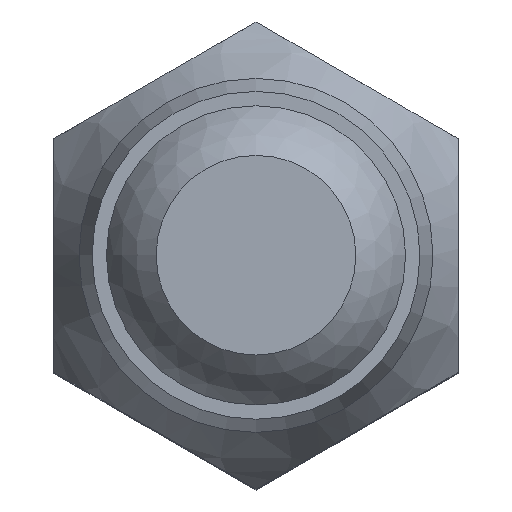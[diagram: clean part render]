
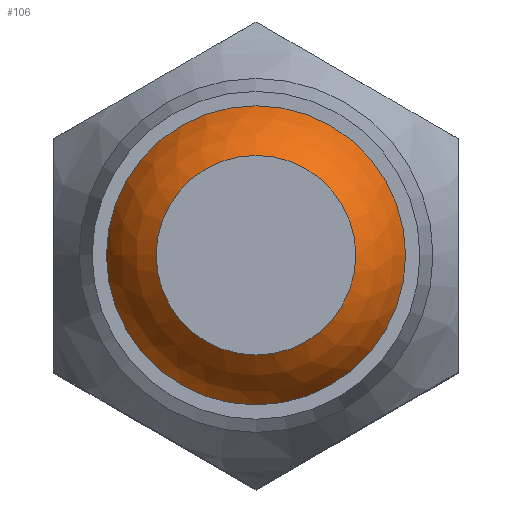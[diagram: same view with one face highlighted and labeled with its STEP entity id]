
A CAD part, top view. The second image highlights one B-rep face of the part: STEP entity #106.
In plain terms, the highlighted spherical face has radius 9.525 mm.
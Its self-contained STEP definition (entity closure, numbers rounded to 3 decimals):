
#106 = ADVANCED_FACE( '', ( #181, #182 ), #183, .T. );
#181 = FACE_OUTER_BOUND( '', #257, .T. );
#182 = FACE_OUTER_BOUND( '', #258, .T. );
#183 = SPHERICAL_SURFACE( '', #259, 9.525 );
#257 = EDGE_LOOP( '', ( #469 ) );
#258 = EDGE_LOOP( '', ( #470 ) );
#259 = AXIS2_PLACEMENT_3D( '', #471, #472, #473 );
#469 = ORIENTED_EDGE( '', *, *, #532, .T. );
#470 = ORIENTED_EDGE( '', *, *, #507, .T. );
#471 = CARTESIAN_POINT( '', ( 0., 0., 12.54 ) );
#472 = DIRECTION( '', ( 0., 0., -1. ) );
#473 = DIRECTION( '', ( -1., 0., 0. ) );
#507 = EDGE_CURVE( '', #595, #595, #596, .T. );
#532 = EDGE_CURVE( '', #631, #631, #632, .T. );
#595 = VERTEX_POINT( '', #963 );
#596 = CIRCLE( '', #964, 8.874 );
#631 = VERTEX_POINT( '', #1085 );
#632 = CIRCLE( '', #1086, 5.922 );
#963 = CARTESIAN_POINT( '', ( 8.874, 0., 16. ) );
#964 = AXIS2_PLACEMENT_3D( '', #1114, #1115, #1116 );
#1085 = CARTESIAN_POINT( '', ( -5.922, 0., 20. ) );
#1086 = AXIS2_PLACEMENT_3D( '', #1147, #1148, #1149 );
#1114 = CARTESIAN_POINT( '', ( 0., 0., 16. ) );
#1115 = DIRECTION( '', ( 0., 0., 1. ) );
#1116 = DIRECTION( '', ( 1., 0., 0. ) );
#1147 = CARTESIAN_POINT( '', ( 0., 0., 20. ) );
#1148 = DIRECTION( '', ( 0., 0., -1. ) );
#1149 = DIRECTION( '', ( -1., 0., 0. ) );
